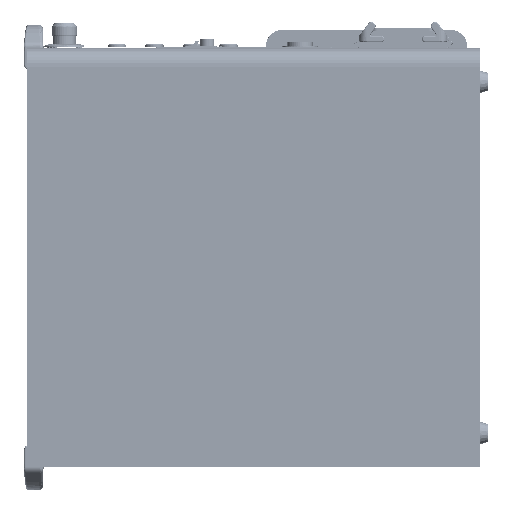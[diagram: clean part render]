
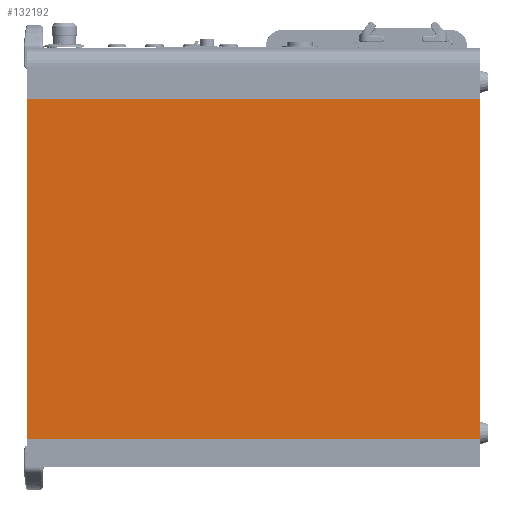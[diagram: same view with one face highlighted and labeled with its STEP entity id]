
A CAD part, left-side view. The second image highlights one B-rep face of the part: STEP entity #132192.
In plain terms, the highlighted planar face has unit normal (-1, 0, 0).
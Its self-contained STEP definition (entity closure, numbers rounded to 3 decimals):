
#1776 = ORIENTED_EDGE ( 'NONE', *, *, #90715, .F. ) ;
#2691 = CARTESIAN_POINT ( 'NONE',  ( -260., -243.5, -215. ) ) ;
#2768 = CARTESIAN_POINT ( 'NONE',  ( -260., 0., 159.75 ) ) ;
#4607 = LINE ( 'NONE', #158402, #152913 ) ;
#5496 = VERTEX_POINT ( 'NONE', #99638 ) ;
#23779 = EDGE_CURVE ( 'NONE', #5496, #57309, #4607, .T. ) ;
#24249 = EDGE_LOOP ( 'NONE', ( #1776, #91709, #129558, #69004 ) ) ;
#24564 = FACE_OUTER_BOUND ( 'NONE', #24249, .T. ) ;
#24787 = CARTESIAN_POINT ( 'NONE',  ( -260., -243.5, 159.75 ) ) ;
#26083 = VECTOR ( 'NONE', #63461, 1000. ) ;
#43487 = CARTESIAN_POINT ( 'NONE',  ( -260., -243.5, -205. ) ) ;
#48310 = CARTESIAN_POINT ( 'NONE',  ( -260., 243.5, 159.75 ) ) ;
#57309 = VERTEX_POINT ( 'NONE', #48310 ) ;
#61581 = LINE ( 'NONE', #143358, #26083 ) ;
#63461 = DIRECTION ( 'NONE',  ( 0., 1., 0. ) ) ;
#63529 = VECTOR ( 'NONE', #70404, 1000. ) ;
#64573 = DIRECTION ( 'NONE',  ( 0., 0., 1. ) ) ;
#69004 = ORIENTED_EDGE ( 'NONE', *, *, #23779, .F. ) ;
#69733 = DIRECTION ( 'NONE',  ( 0., 0., -1. ) ) ;
#70404 = DIRECTION ( 'NONE',  ( 0., 1., 0. ) ) ;
#77271 = VECTOR ( 'NONE', #69733, 1000. ) ;
#77768 = DIRECTION ( 'NONE',  ( -1., 0., 0. ) ) ;
#90715 = EDGE_CURVE ( 'NONE', #167419, #5496, #61581, .T. ) ;
#91709 = ORIENTED_EDGE ( 'NONE', *, *, #170022, .F. ) ;
#99638 = CARTESIAN_POINT ( 'NONE',  ( -260., 243.5, -205. ) ) ;
#123912 = EDGE_CURVE ( 'NONE', #124309, #57309, #128242, .T. ) ;
#124309 = VERTEX_POINT ( 'NONE', #24787 ) ;
#128242 = LINE ( 'NONE', #2768, #63529 ) ;
#129558 = ORIENTED_EDGE ( 'NONE', *, *, #123912, .T. ) ;
#132094 = AXIS2_PLACEMENT_3D ( 'NONE', #143644, #77768, #158692 ) ;
#132192 = ADVANCED_FACE ( 'NONE', ( #24564 ), #144213, .T. ) ;
#143358 = CARTESIAN_POINT ( 'NONE',  ( -260., -252.5, -205. ) ) ;
#143644 = CARTESIAN_POINT ( 'NONE',  ( -260., 0., 0. ) ) ;
#144213 = PLANE ( 'NONE',  #132094 ) ;
#152913 = VECTOR ( 'NONE', #64573, 1000. ) ;
#158402 = CARTESIAN_POINT ( 'NONE',  ( -260., 243.5, 160. ) ) ;
#158692 = DIRECTION ( 'NONE',  ( 0., -1., 0. ) ) ;
#164619 = LINE ( 'NONE', #2691, #77271 ) ;
#167419 = VERTEX_POINT ( 'NONE', #43487 ) ;
#170022 = EDGE_CURVE ( 'NONE', #124309, #167419, #164619, .T. ) ;
